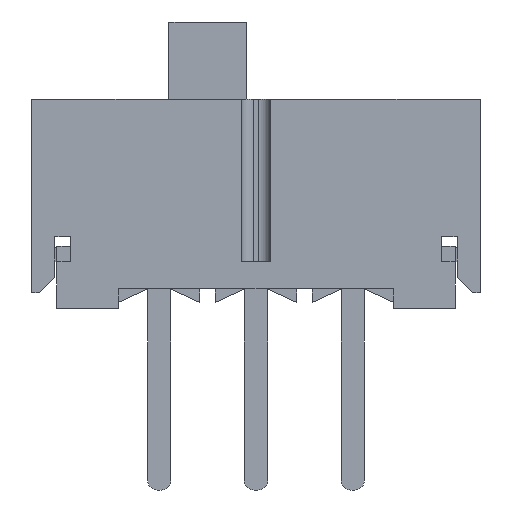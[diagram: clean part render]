
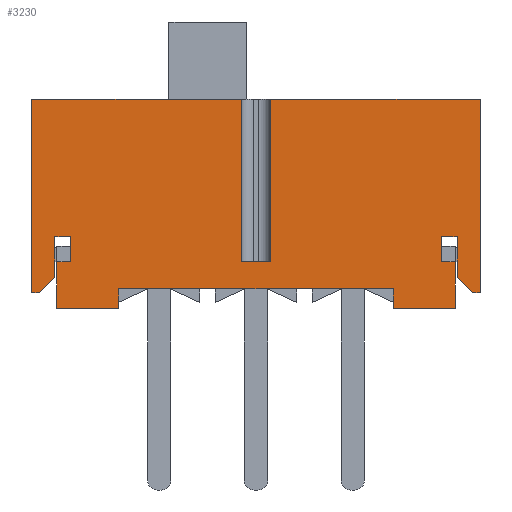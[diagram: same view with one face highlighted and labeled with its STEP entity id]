
A CAD part, front view. The second image highlights one B-rep face of the part: STEP entity #3230.
In plain terms, the highlighted planar face has unit normal (0, -1, 0).
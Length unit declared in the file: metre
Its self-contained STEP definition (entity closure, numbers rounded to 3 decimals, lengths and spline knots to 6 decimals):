
#42=ORIENTED_EDGE('',*,*,#962,.T.);
#43=ORIENTED_EDGE('',*,*,#963,.T.);
#44=ORIENTED_EDGE('',*,*,#964,.F.);
#45=ORIENTED_EDGE('',*,*,#965,.F.);
#46=ORIENTED_EDGE('',*,*,#966,.T.);
#47=ORIENTED_EDGE('',*,*,#967,.T.);
#48=ORIENTED_EDGE('',*,*,#968,.T.);
#49=ORIENTED_EDGE('',*,*,#969,.T.);
#50=ORIENTED_EDGE('',*,*,#970,.T.);
#51=ORIENTED_EDGE('',*,*,#971,.F.);
#52=ORIENTED_EDGE('',*,*,#972,.F.);
#53=ORIENTED_EDGE('',*,*,#973,.T.);
#54=ORIENTED_EDGE('',*,*,#974,.T.);
#55=ORIENTED_EDGE('',*,*,#975,.T.);
#56=ORIENTED_EDGE('',*,*,#976,.F.);
#57=ORIENTED_EDGE('',*,*,#977,.T.);
#58=ORIENTED_EDGE('',*,*,#978,.T.);
#59=ORIENTED_EDGE('',*,*,#979,.T.);
#60=ORIENTED_EDGE('',*,*,#980,.T.);
#61=ORIENTED_EDGE('',*,*,#981,.T.);
#62=ORIENTED_EDGE('',*,*,#982,.T.);
#63=ORIENTED_EDGE('',*,*,#983,.F.);
#64=ORIENTED_EDGE('',*,*,#984,.T.);
#65=ORIENTED_EDGE('',*,*,#985,.T.);
#66=ORIENTED_EDGE('',*,*,#986,.T.);
#67=ORIENTED_EDGE('',*,*,#987,.T.);
#962=EDGE_CURVE('',#1422,#1423,#1714,.T.);
#963=EDGE_CURVE('',#1423,#1424,#1715,.T.);
#964=EDGE_CURVE('',#1425,#1424,#1716,.T.);
#965=EDGE_CURVE('',#1426,#1425,#1717,.T.);
#966=EDGE_CURVE('',#1426,#1427,#1718,.T.);
#967=EDGE_CURVE('',#1427,#1428,#1719,.T.);
#968=EDGE_CURVE('',#1428,#1429,#1720,.T.);
#969=EDGE_CURVE('',#1429,#1430,#1721,.T.);
#970=EDGE_CURVE('',#1430,#1431,#1722,.T.);
#971=EDGE_CURVE('',#1432,#1431,#1723,.T.);
#972=EDGE_CURVE('',#1433,#1432,#1724,.T.);
#973=EDGE_CURVE('',#1433,#1434,#1725,.T.);
#974=EDGE_CURVE('',#1434,#1435,#1726,.T.);
#975=EDGE_CURVE('',#1435,#1436,#1727,.T.);
#976=EDGE_CURVE('',#1437,#1436,#1728,.T.);
#977=EDGE_CURVE('',#1437,#1438,#1729,.T.);
#978=EDGE_CURVE('',#1438,#1439,#1730,.T.);
#979=EDGE_CURVE('',#1439,#1440,#1731,.T.);
#980=EDGE_CURVE('',#1440,#1441,#1732,.T.);
#981=EDGE_CURVE('',#1441,#1442,#1733,.T.);
#982=EDGE_CURVE('',#1442,#1443,#1734,.T.);
#983=EDGE_CURVE('',#1444,#1443,#1735,.T.);
#984=EDGE_CURVE('',#1444,#1445,#1736,.T.);
#985=EDGE_CURVE('',#1445,#1446,#1737,.T.);
#986=EDGE_CURVE('',#1446,#1447,#1738,.T.);
#987=EDGE_CURVE('',#1447,#1422,#1739,.T.);
#1422=VERTEX_POINT('',#5206);
#1423=VERTEX_POINT('',#5207);
#1424=VERTEX_POINT('',#5209);
#1425=VERTEX_POINT('',#5211);
#1426=VERTEX_POINT('',#5213);
#1427=VERTEX_POINT('',#5215);
#1428=VERTEX_POINT('',#5217);
#1429=VERTEX_POINT('',#5219);
#1430=VERTEX_POINT('',#5221);
#1431=VERTEX_POINT('',#5223);
#1432=VERTEX_POINT('',#5225);
#1433=VERTEX_POINT('',#5227);
#1434=VERTEX_POINT('',#5229);
#1435=VERTEX_POINT('',#5231);
#1436=VERTEX_POINT('',#5233);
#1437=VERTEX_POINT('',#5235);
#1438=VERTEX_POINT('',#5237);
#1439=VERTEX_POINT('',#5239);
#1440=VERTEX_POINT('',#5241);
#1441=VERTEX_POINT('',#5243);
#1442=VERTEX_POINT('',#5245);
#1443=VERTEX_POINT('',#5247);
#1444=VERTEX_POINT('',#5249);
#1445=VERTEX_POINT('',#5251);
#1446=VERTEX_POINT('',#5253);
#1447=VERTEX_POINT('',#5255);
#1714=LINE('',#5205,#2154);
#1715=LINE('',#5208,#2155);
#1716=LINE('',#5210,#2156);
#1717=LINE('',#5212,#2157);
#1718=LINE('',#5214,#2158);
#1719=LINE('',#5216,#2159);
#1720=LINE('',#5218,#2160);
#1721=LINE('',#5220,#2161);
#1722=LINE('',#5222,#2162);
#1723=LINE('',#5224,#2163);
#1724=LINE('',#5226,#2164);
#1725=LINE('',#5228,#2165);
#1726=LINE('',#5230,#2166);
#1727=LINE('',#5232,#2167);
#1728=LINE('',#5234,#2168);
#1729=LINE('',#5236,#2169);
#1730=LINE('',#5238,#2170);
#1731=LINE('',#5240,#2171);
#1732=LINE('',#5242,#2172);
#1733=LINE('',#5244,#2173);
#1734=LINE('',#5246,#2174);
#1735=LINE('',#5248,#2175);
#1736=LINE('',#5250,#2176);
#1737=LINE('',#5252,#2177);
#1738=LINE('',#5254,#2178);
#1739=LINE('',#5256,#2179);
#2154=VECTOR('',#4393,1.);
#2155=VECTOR('',#4394,1.);
#2156=VECTOR('',#4395,1.);
#2157=VECTOR('',#4396,1.);
#2158=VECTOR('',#4397,1.);
#2159=VECTOR('',#4398,1.);
#2160=VECTOR('',#4399,1.);
#2161=VECTOR('',#4400,1.);
#2162=VECTOR('',#4401,1.);
#2163=VECTOR('',#4402,1.);
#2164=VECTOR('',#4403,1.);
#2165=VECTOR('',#4404,1.);
#2166=VECTOR('',#4405,1.);
#2167=VECTOR('',#4406,1.);
#2168=VECTOR('',#4407,1.);
#2169=VECTOR('',#4408,1.);
#2170=VECTOR('',#4409,1.);
#2171=VECTOR('',#4410,1.);
#2172=VECTOR('',#4411,1.);
#2173=VECTOR('',#4412,1.);
#2174=VECTOR('',#4413,1.);
#2175=VECTOR('',#4414,1.);
#2176=VECTOR('',#4415,1.);
#2177=VECTOR('',#4416,1.);
#2178=VECTOR('',#4417,1.);
#2179=VECTOR('',#4418,1.);
#2594=EDGE_LOOP('',(#42,#43,#44,#45,#46,#47,#48,#49,#50,#51,#52,#53,#54,
#55,#56,#57,#58,#59,#60,#61,#62,#63,#64,#65,#66,#67));
#2768=FACE_BOUND('',#2594,.T.);
#2942=PLANE('',#4203);
#3230=ADVANCED_FACE('',(#2768),#2942,.T.);
#4203=AXIS2_PLACEMENT_3D('',#5204,#4391,#4392);
#4391=DIRECTION('',(0.,-1.,0.));
#4392=DIRECTION('',(0.,0.,-1.));
#4393=DIRECTION('',(0.,0.,1.));
#4394=DIRECTION('',(-1.,0.,0.));
#4395=DIRECTION('',(0.,0.,1.));
#4396=DIRECTION('',(-1.,0.,0.));
#4397=DIRECTION('',(0.707,0.,0.707));
#4398=DIRECTION('',(0.,0.,1.));
#4399=DIRECTION('',(1.,0.,0.));
#4400=DIRECTION('',(0.,0.,-1.));
#4401=DIRECTION('',(-1.,0.,0.));
#4402=DIRECTION('',(0.,0.,1.));
#4403=DIRECTION('',(-1.,0.,0.));
#4404=DIRECTION('',(0.,0.,1.));
#4405=DIRECTION('',(1.,0.,0.));
#4406=DIRECTION('',(0.,0.,-1.));
#4407=DIRECTION('',(-1.,0.,0.));
#4408=DIRECTION('',(0.,0.,1.));
#4409=DIRECTION('',(-1.,0.,0.));
#4410=DIRECTION('',(0.,0.,1.));
#4411=DIRECTION('',(1.,0.,0.));
#4412=DIRECTION('',(0.,0.,-1.));
#4413=DIRECTION('',(0.707,0.,-0.707));
#4414=DIRECTION('',(-1.,0.,0.));
#4415=DIRECTION('',(0.,0.,1.));
#4416=DIRECTION('',(-1.,0.,0.));
#4417=DIRECTION('',(0.,0.,-1.));
#4418=DIRECTION('',(-1.,0.,0.));
#5204=CARTESIAN_POINT('',(-0.00638,-0.002,0.00527));
#5205=CARTESIAN_POINT('',(-0.000375,-0.002,0.0008));
#5206=CARTESIAN_POINT('',(-0.000375,-0.002,0.0008));
#5207=CARTESIAN_POINT('',(-0.000375,-0.002,0.005));
#5208=CARTESIAN_POINT('',(-0.000375,-0.002,0.005));
#5209=CARTESIAN_POINT('',(-0.0058,-0.002,0.005));
#5210=CARTESIAN_POINT('',(-0.0058,-0.002,0.));
#5211=CARTESIAN_POINT('',(-0.0058,-0.002,0.));
#5212=CARTESIAN_POINT('',(-0.0056,-0.002,0.));
#5213=CARTESIAN_POINT('',(-0.0056,-0.002,0.));
#5214=CARTESIAN_POINT('',(-0.0056,-0.002,0.));
#5215=CARTESIAN_POINT('',(-0.0052,-0.002,0.0004));
#5216=CARTESIAN_POINT('',(-0.0052,-0.002,0.0004));
#5217=CARTESIAN_POINT('',(-0.0052,-0.002,0.00145));
#5218=CARTESIAN_POINT('',(-0.00638,-0.002,0.00145));
#5219=CARTESIAN_POINT('',(-0.0048,-0.002,0.00145));
#5220=CARTESIAN_POINT('',(-0.0048,-0.002,0.00145));
#5221=CARTESIAN_POINT('',(-0.0048,-0.002,0.0008));
#5222=CARTESIAN_POINT('',(-0.00638,-0.002,0.0008));
#5223=CARTESIAN_POINT('',(-0.00515,-0.002,0.0008));
#5224=CARTESIAN_POINT('',(-0.00515,-0.002,-0.0004));
#5225=CARTESIAN_POINT('',(-0.00515,-0.002,-0.0004));
#5226=CARTESIAN_POINT('',(0.00347,-0.002,-0.0004));
#5227=CARTESIAN_POINT('',(-0.00355,-0.002,-0.0004));
#5228=CARTESIAN_POINT('',(-0.00355,-0.002,0.00527));
#5229=CARTESIAN_POINT('',(-0.00355,-0.002,0.0001));
#5230=CARTESIAN_POINT('',(-0.00355,-0.002,0.0001));
#5231=CARTESIAN_POINT('',(0.00355,-0.002,0.0001));
#5232=CARTESIAN_POINT('',(0.00355,-0.002,0.00527));
#5233=CARTESIAN_POINT('',(0.00355,-0.002,-0.0004));
#5234=CARTESIAN_POINT('',(0.00515,-0.002,-0.0004));
#5235=CARTESIAN_POINT('',(0.00515,-0.002,-0.0004));
#5236=CARTESIAN_POINT('',(0.00515,-0.002,-0.0004));
#5237=CARTESIAN_POINT('',(0.00515,-0.002,0.0008));
#5238=CARTESIAN_POINT('',(-0.00638,-0.002,0.0008));
#5239=CARTESIAN_POINT('',(0.0048,-0.002,0.0008));
#5240=CARTESIAN_POINT('',(0.0048,-0.002,0.0008));
#5241=CARTESIAN_POINT('',(0.0048,-0.002,0.00145));
#5242=CARTESIAN_POINT('',(0.0048,-0.002,0.00145));
#5243=CARTESIAN_POINT('',(0.0052,-0.002,0.00145));
#5244=CARTESIAN_POINT('',(0.0052,-0.002,0.00145));
#5245=CARTESIAN_POINT('',(0.0052,-0.002,0.0004));
#5246=CARTESIAN_POINT('',(0.0052,-0.002,0.0004));
#5247=CARTESIAN_POINT('',(0.0056,-0.002,0.));
#5248=CARTESIAN_POINT('',(-0.00581,-0.002,0.));
#5249=CARTESIAN_POINT('',(0.0058,-0.002,0.));
#5250=CARTESIAN_POINT('',(0.0058,-0.002,0.));
#5251=CARTESIAN_POINT('',(0.0058,-0.002,0.005));
#5252=CARTESIAN_POINT('',(0.0058,-0.002,0.005));
#5253=CARTESIAN_POINT('',(0.000375,-0.002,0.005));
#5254=CARTESIAN_POINT('',(0.000375,-0.002,0.005));
#5255=CARTESIAN_POINT('',(0.000375,-0.002,0.0008));
#5256=CARTESIAN_POINT('',(-0.00638,-0.002,0.0008));
